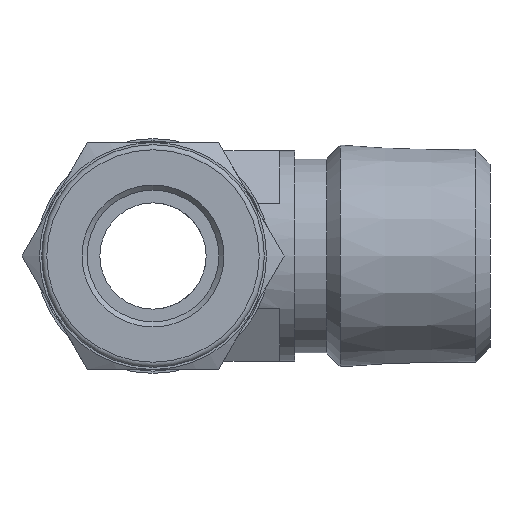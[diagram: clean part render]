
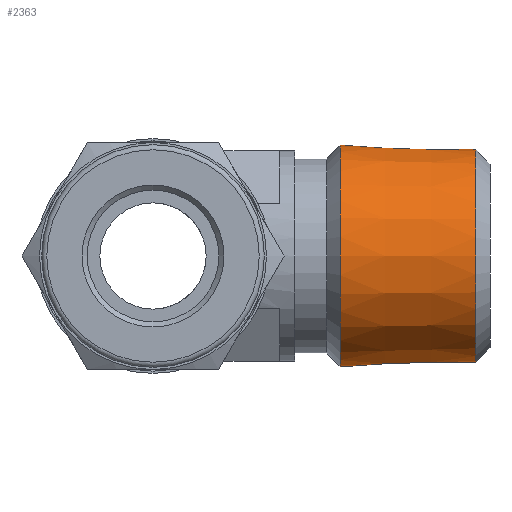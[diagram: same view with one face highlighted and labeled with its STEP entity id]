
A CAD part, left-side view. The second image highlights one B-rep face of the part: STEP entity #2363.
In plain terms, the highlighted conical face has half-angle 1.79 degrees and reference radius 10.645 mm.
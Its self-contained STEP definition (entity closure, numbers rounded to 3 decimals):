
#119=CONICAL_SURFACE('',#2615,10.645,0.031);
#212=CIRCLE('',#2613,10.853);
#214=CIRCLE('',#2616,10.437);
#361=FACE_OUTER_BOUND('',#532,.T.);
#532=EDGE_LOOP('',(#1851,#1852,#1853,#1854));
#682=LINE('',#3994,#836);
#836=VECTOR('',#3142,10.645);
#1073=VERTEX_POINT('',#3986);
#1075=VERTEX_POINT('',#3992);
#1343=EDGE_CURVE('',#1073,#1073,#212,.T.);
#1346=EDGE_CURVE('',#1075,#1075,#214,.T.);
#1347=EDGE_CURVE('',#1075,#1073,#682,.T.);
#1851=ORIENTED_EDGE('',*,*,#1346,.F.);
#1852=ORIENTED_EDGE('',*,*,#1347,.T.);
#1853=ORIENTED_EDGE('',*,*,#1343,.T.);
#1854=ORIENTED_EDGE('',*,*,#1347,.F.);
#2363=ADVANCED_FACE('',(#361),#119,.T.);
#2613=AXIS2_PLACEMENT_3D('',#3987,#3133,#3134);
#2615=AXIS2_PLACEMENT_3D('',#3991,#3138,#3139);
#2616=AXIS2_PLACEMENT_3D('',#3993,#3140,#3141);
#3133=DIRECTION('center_axis',(0.,-1.,0.));
#3134=DIRECTION('ref_axis',(1.,0.,0.));
#3138=DIRECTION('center_axis',(0.,1.,0.));
#3139=DIRECTION('ref_axis',(1.,0.,0.));
#3140=DIRECTION('center_axis',(0.,-1.,0.));
#3141=DIRECTION('ref_axis',(1.,0.,0.));
#3142=DIRECTION('',(-0.031,1.,0.));
#3986=CARTESIAN_POINT('',(-10.853,-18.313,0.));
#3987=CARTESIAN_POINT('Origin',(0.,-18.313,0.));
#3991=CARTESIAN_POINT('Origin',(0.,-24.959,0.));
#3992=CARTESIAN_POINT('',(-10.437,-31.605,0.));
#3993=CARTESIAN_POINT('Origin',(0.,-31.605,0.));
#3994=CARTESIAN_POINT('',(-10.645,-24.959,0.));
